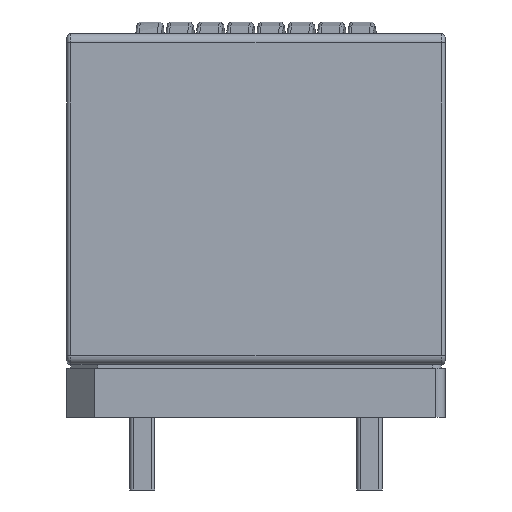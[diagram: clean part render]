
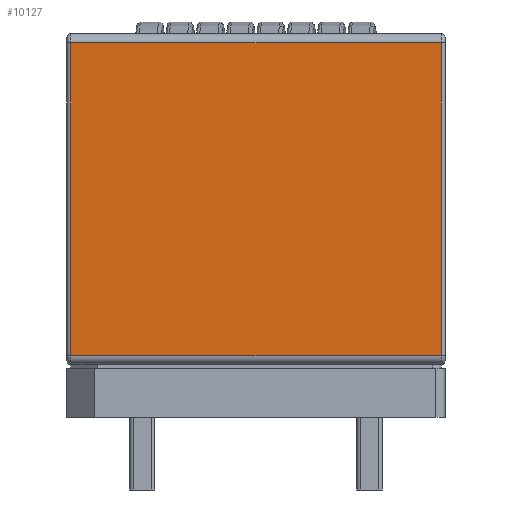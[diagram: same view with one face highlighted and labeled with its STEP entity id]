
A CAD part, left-side view. The second image highlights one B-rep face of the part: STEP entity #10127.
In plain terms, the highlighted planar face has unit normal (-1, 0, 0).
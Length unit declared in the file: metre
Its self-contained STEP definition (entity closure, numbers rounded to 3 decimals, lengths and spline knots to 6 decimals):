
#983=PLANE('',#10522);
#1236=LINE('',#13447,#1866);
#1529=LINE('',#15805,#2159);
#1530=LINE('',#15807,#2160);
#1531=LINE('',#15809,#2161);
#1866=VECTOR('',#11078,1.);
#2159=VECTOR('',#11697,1.);
#2160=VECTOR('',#11698,1.);
#2161=VECTOR('',#11699,1.);
#3603=ORIENTED_EDGE('',*,*,#5010,.F.);
#3604=ORIENTED_EDGE('',*,*,#5011,.T.);
#3605=ORIENTED_EDGE('',*,*,#5012,.T.);
#3606=ORIENTED_EDGE('',*,*,#4646,.T.);
#4646=EDGE_CURVE('',#5614,#5615,#1236,.T.);
#5010=EDGE_CURVE('',#5812,#5615,#1529,.T.);
#5011=EDGE_CURVE('',#5812,#5813,#1530,.T.);
#5012=EDGE_CURVE('',#5813,#5614,#1531,.T.);
#5614=VERTEX_POINT('',#13440);
#5615=VERTEX_POINT('',#13444);
#5812=VERTEX_POINT('',#15806);
#5813=VERTEX_POINT('',#15808);
#6407=EDGE_LOOP('',(#3603,#3604,#3605,#3606));
#6877=FACE_BOUND('',#6407,.T.);
#10127=ADVANCED_FACE('',(#6877),#983,.T.);
#10522=AXIS2_PLACEMENT_3D('',#15804,#11695,#11696);
#11078=DIRECTION('',(0.,0.,1.));
#11695=DIRECTION('',(-1.,0.,0.));
#11696=DIRECTION('',(0.,0.,1.));
#11697=DIRECTION('',(0.,-1.,0.));
#11698=DIRECTION('',(0.,0.,-1.));
#11699=DIRECTION('',(0.,-1.,0.));
#13440=CARTESIAN_POINT('',(-0.0125,-0.0102,0.00205));
#13444=CARTESIAN_POINT('',(-0.0125,-0.0102,0.01925));
#13447=CARTESIAN_POINT('',(-0.0125,-0.0102,0.01925));
#15804=CARTESIAN_POINT('',(-0.0125,0.0104,0.01975));
#15805=CARTESIAN_POINT('',(-0.0125,0.0104,0.01925));
#15806=CARTESIAN_POINT('',(-0.0125,0.0102,0.01925));
#15807=CARTESIAN_POINT('',(-0.0125,0.0102,0.00205));
#15808=CARTESIAN_POINT('',(-0.0125,0.0102,0.00205));
#15809=CARTESIAN_POINT('',(-0.0125,0.0104,0.00205));
